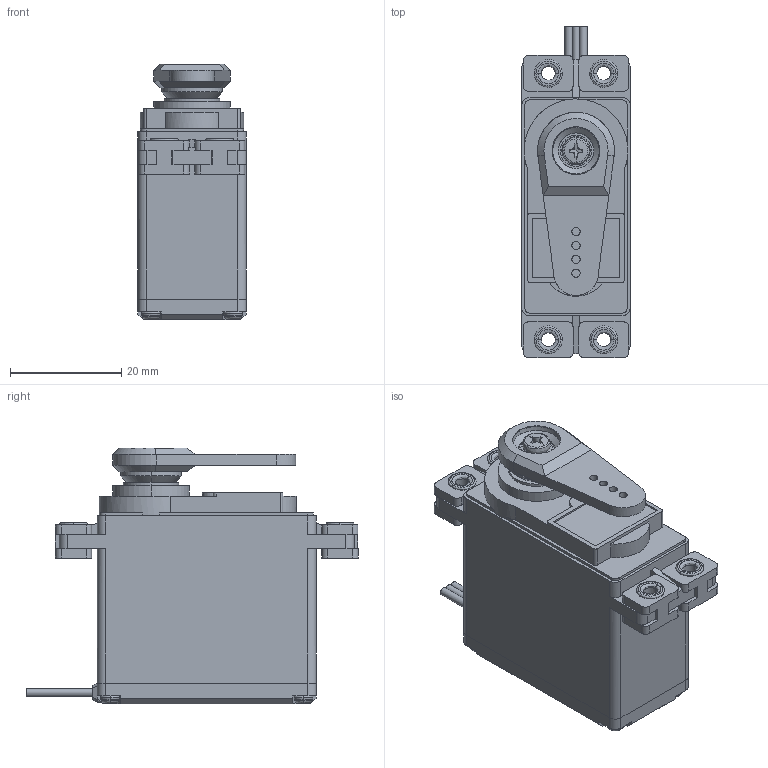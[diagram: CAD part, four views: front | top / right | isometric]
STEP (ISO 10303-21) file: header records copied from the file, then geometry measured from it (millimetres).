
FILE_DESCRIPTION(/* description */ (''),/* implementation_level */ '2;1');
FILE_NAME(/* name */ 'HS-5585MH',/* time_stamp */ '2017-10-09T22:33:54-04:00',/* author */ (''),/* organization */ (''),/* preprocessor_version */ 'ST-DEVELOPER v15',/* originating_system */ '',/* authorisation */ '');
FILE_SCHEMA (('AUTOMOTIVE_DESIGN'));
Length unit declared in the file: millimetre
Products named in the file (1): Document
Bounding box: 19.5 x 59.81 x 46.1 mm (x, y, z)
Volume: 29993.7 mm3; surface area: 11915.1 mm2
Topology: 18 solids, 19 shells, 693 faces, 1828 edges, 1178 vertices
Faces by surface type: bspline 385, plane 308
Entity records: 27775 total; most frequent: CARTESIAN_POINT 16643, ORIENTED_EDGE 3638, EDGE_CURVE 1820, B_SPLINE_CURVE_WITH_KNOTS 1207, VERTEX_POINT 1178, EDGE_LOOP 736, ADVANCED_FACE 693, FACE_OUTER_BOUND 693
